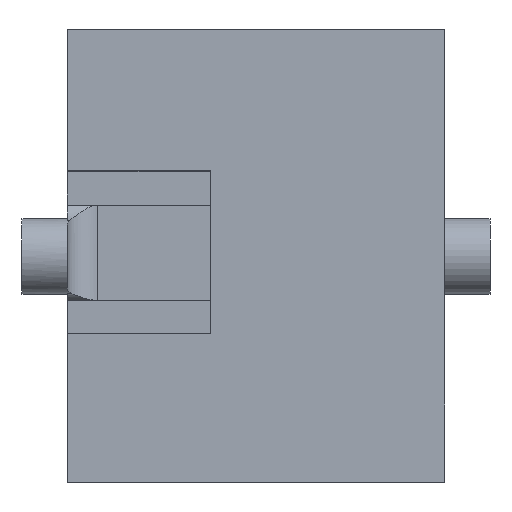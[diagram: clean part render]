
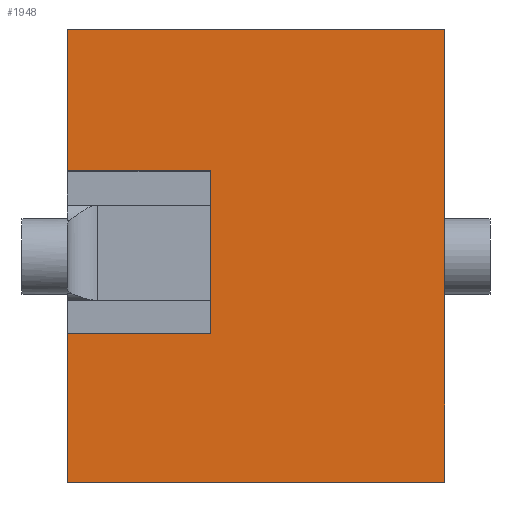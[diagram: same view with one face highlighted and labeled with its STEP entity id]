
A CAD part, top view. The second image highlights one B-rep face of the part: STEP entity #1948.
In plain terms, the highlighted planar face has unit normal (0, 0, 1).
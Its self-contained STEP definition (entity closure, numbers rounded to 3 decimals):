
#51 = VERTEX_POINT ( 'NONE', #770 ) ;
#60 = EDGE_CURVE ( 'NONE', #2697, #1953, #1198, .T. ) ;
#98 = CARTESIAN_POINT ( 'NONE',  ( -16.696, 30., 33.457 ) ) ;
#107 = EDGE_CURVE ( 'NONE', #922, #2697, #2224, .T. ) ;
#117 = VERTEX_POINT ( 'NONE', #593 ) ;
#129 = EDGE_LOOP ( 'NONE', ( #1288, #2308, #2580, #2249, #2104, #2254, #1315, #841 ) ) ;
#169 = CARTESIAN_POINT ( 'NONE',  ( 33.304, -30., 33.457 ) ) ;
#216 = VECTOR ( 'NONE', #1172, 1000. ) ;
#323 = CARTESIAN_POINT ( 'NONE',  ( -16.696, 30., 33.457 ) ) ;
#333 = EDGE_CURVE ( 'NONE', #922, #117, #1561, .T. ) ;
#341 = CARTESIAN_POINT ( 'NONE',  ( -16.696, 30., 33.457 ) ) ;
#528 = DIRECTION ( 'NONE',  ( 0., 1., 0. ) ) ;
#545 = DIRECTION ( 'NONE',  ( -1., 0., 0. ) ) ;
#567 = DIRECTION ( 'NONE',  ( 0., -1., 0. ) ) ;
#593 = CARTESIAN_POINT ( 'NONE',  ( -16.696, 11.25, 33.457 ) ) ;
#676 = VECTOR ( 'NONE', #2004, 1000. ) ;
#711 = EDGE_CURVE ( 'NONE', #1953, #846, #1443, .T. ) ;
#734 = DIRECTION ( 'NONE',  ( 0., 0., -1. ) ) ;
#754 = CARTESIAN_POINT ( 'NONE',  ( 33.304, -30., 33.457 ) ) ;
#758 = CARTESIAN_POINT ( 'NONE',  ( 71.717, -10.25, 33.457 ) ) ;
#770 = CARTESIAN_POINT ( 'NONE',  ( 33.304, 30., 33.457 ) ) ;
#778 = LINE ( 'NONE', #754, #676 ) ;
#841 = ORIENTED_EDGE ( 'NONE', *, *, #333, .F. ) ;
#846 = VERTEX_POINT ( 'NONE', #1698 ) ;
#922 = VERTEX_POINT ( 'NONE', #1521 ) ;
#1102 = CARTESIAN_POINT ( 'NONE',  ( 33.304, 30., 33.457 ) ) ;
#1172 = DIRECTION ( 'NONE',  ( 0., -1., 0. ) ) ;
#1198 = LINE ( 'NONE', #758, #2731 ) ;
#1288 = ORIENTED_EDGE ( 'NONE', *, *, #107, .T. ) ;
#1315 = ORIENTED_EDGE ( 'NONE', *, *, #2041, .T. ) ;
#1429 = CARTESIAN_POINT ( 'NONE',  ( 2.304, -10.25, 33.457 ) ) ;
#1443 = LINE ( 'NONE', #323, #2472 ) ;
#1521 = CARTESIAN_POINT ( 'NONE',  ( 2.304, 11.25, 33.457 ) ) ;
#1560 = VECTOR ( 'NONE', #2473, 1000. ) ;
#1561 = LINE ( 'NONE', #1721, #1845 ) ;
#1636 = CARTESIAN_POINT ( 'NONE',  ( 2.304, -10.25, 33.457 ) ) ;
#1698 = CARTESIAN_POINT ( 'NONE',  ( -16.696, -30., 33.457 ) ) ;
#1721 = CARTESIAN_POINT ( 'NONE',  ( 71.717, 11.25, 33.457 ) ) ;
#1783 = FACE_OUTER_BOUND ( 'NONE', #129, .T. ) ;
#1795 = LINE ( 'NONE', #2691, #2181 ) ;
#1823 = CARTESIAN_POINT ( 'NONE',  ( 33.304, 30., 33.457 ) ) ;
#1845 = VECTOR ( 'NONE', #1949, 1000. ) ;
#1948 = ADVANCED_FACE ( 'NONE', ( #1783 ), #2630, .F. ) ;
#1949 = DIRECTION ( 'NONE',  ( -1., 0., 0. ) ) ;
#1953 = VERTEX_POINT ( 'NONE', #2585 ) ;
#1982 = EDGE_CURVE ( 'NONE', #51, #2118, #2265, .T. ) ;
#2004 = DIRECTION ( 'NONE',  ( -1., 0., 0. ) ) ;
#2039 = VECTOR ( 'NONE', #567, 1000. ) ;
#2041 = EDGE_CURVE ( 'NONE', #2551, #117, #2237, .T. ) ;
#2046 = EDGE_CURVE ( 'NONE', #51, #2551, #1795, .T. ) ;
#2104 = ORIENTED_EDGE ( 'NONE', *, *, #1982, .F. ) ;
#2118 = VERTEX_POINT ( 'NONE', #169 ) ;
#2181 = VECTOR ( 'NONE', #545, 1000. ) ;
#2224 = LINE ( 'NONE', #1636, #216 ) ;
#2237 = LINE ( 'NONE', #341, #1560 ) ;
#2249 = ORIENTED_EDGE ( 'NONE', *, *, #2417, .F. ) ;
#2254 = ORIENTED_EDGE ( 'NONE', *, *, #2046, .T. ) ;
#2265 = LINE ( 'NONE', #1823, #2039 ) ;
#2308 = ORIENTED_EDGE ( 'NONE', *, *, #60, .T. ) ;
#2417 = EDGE_CURVE ( 'NONE', #2118, #846, #778, .T. ) ;
#2472 = VECTOR ( 'NONE', #2659, 1000. ) ;
#2473 = DIRECTION ( 'NONE',  ( 0., -1., 0. ) ) ;
#2528 = AXIS2_PLACEMENT_3D ( 'NONE', #1102, #734, #528 ) ;
#2551 = VERTEX_POINT ( 'NONE', #98 ) ;
#2580 = ORIENTED_EDGE ( 'NONE', *, *, #711, .T. ) ;
#2585 = CARTESIAN_POINT ( 'NONE',  ( -16.696, -10.25, 33.457 ) ) ;
#2630 = PLANE ( 'NONE',  #2528 ) ;
#2640 = DIRECTION ( 'NONE',  ( -1., 0., 0. ) ) ;
#2659 = DIRECTION ( 'NONE',  ( 0., -1., 0. ) ) ;
#2691 = CARTESIAN_POINT ( 'NONE',  ( 33.304, 30., 33.457 ) ) ;
#2697 = VERTEX_POINT ( 'NONE', #1429 ) ;
#2731 = VECTOR ( 'NONE', #2640, 1000. ) ;
